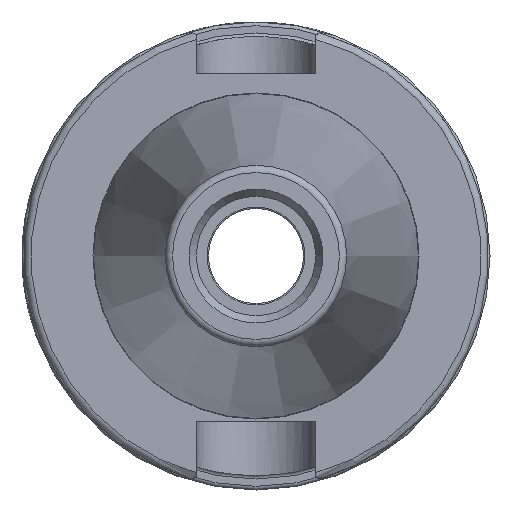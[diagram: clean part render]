
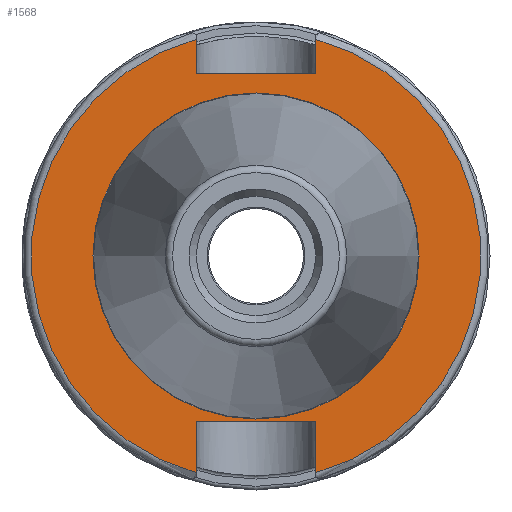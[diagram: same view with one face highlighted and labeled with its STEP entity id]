
A CAD part, left-side view. The second image highlights one B-rep face of the part: STEP entity #1568.
In plain terms, the highlighted planar face has unit normal (-1, 0, 0).
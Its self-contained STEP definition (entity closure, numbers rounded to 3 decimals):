
#72=FACE_BOUND('',#314,.T.);
#85=PLANE('',#1770);
#206=FACE_OUTER_BOUND('',#313,.T.);
#313=EDGE_LOOP('',(#1194,#1195,#1196,#1197,#1198,#1199,#1200,#1201));
#314=EDGE_LOOP('',(#1202));
#408=LINE('',#2741,#509);
#409=LINE('',#2745,#510);
#410=LINE('',#2747,#511);
#411=LINE('',#2749,#512);
#412=LINE('',#2753,#513);
#413=LINE('',#2754,#514);
#509=VECTOR('',#2062,10.);
#510=VECTOR('',#2065,10.);
#511=VECTOR('',#2066,10.);
#512=VECTOR('',#2067,10.);
#513=VECTOR('',#2070,10.);
#514=VECTOR('',#2071,10.);
#622=CIRCLE('',#1768,22.3);
#624=CIRCLE('',#1771,30.75);
#625=CIRCLE('',#1772,30.75);
#724=VERTEX_POINT('',#2734);
#725=VERTEX_POINT('',#2739);
#726=VERTEX_POINT('',#2740);
#727=VERTEX_POINT('',#2742);
#728=VERTEX_POINT('',#2744);
#729=VERTEX_POINT('',#2746);
#730=VERTEX_POINT('',#2748);
#731=VERTEX_POINT('',#2750);
#732=VERTEX_POINT('',#2752);
#900=EDGE_CURVE('',#724,#724,#622,.T.);
#902=EDGE_CURVE('',#725,#726,#408,.T.);
#903=EDGE_CURVE('',#727,#726,#624,.T.);
#904=EDGE_CURVE('',#727,#728,#409,.T.);
#905=EDGE_CURVE('',#728,#729,#410,.T.);
#906=EDGE_CURVE('',#729,#730,#411,.T.);
#907=EDGE_CURVE('',#731,#730,#625,.T.);
#908=EDGE_CURVE('',#731,#732,#412,.T.);
#909=EDGE_CURVE('',#732,#725,#413,.T.);
#1194=ORIENTED_EDGE('',*,*,#902,.T.);
#1195=ORIENTED_EDGE('',*,*,#903,.F.);
#1196=ORIENTED_EDGE('',*,*,#904,.T.);
#1197=ORIENTED_EDGE('',*,*,#905,.T.);
#1198=ORIENTED_EDGE('',*,*,#906,.T.);
#1199=ORIENTED_EDGE('',*,*,#907,.F.);
#1200=ORIENTED_EDGE('',*,*,#908,.T.);
#1201=ORIENTED_EDGE('',*,*,#909,.T.);
#1202=ORIENTED_EDGE('',*,*,#900,.F.);
#1568=ADVANCED_FACE('',(#206,#72),#85,.T.);
#1768=AXIS2_PLACEMENT_3D('',#2736,#2056,#2057);
#1770=AXIS2_PLACEMENT_3D('',#2738,#2060,#2061);
#1771=AXIS2_PLACEMENT_3D('',#2743,#2063,#2064);
#1772=AXIS2_PLACEMENT_3D('',#2751,#2068,#2069);
#2056=DIRECTION('center_axis',(-1.,0.,0.));
#2057=DIRECTION('ref_axis',(0.,-1.,0.));
#2060=DIRECTION('center_axis',(-1.,0.,0.));
#2061=DIRECTION('ref_axis',(0.,0.,1.));
#2062=DIRECTION('',(0.,0.,-1.));
#2063=DIRECTION('center_axis',(1.,0.,0.));
#2064=DIRECTION('ref_axis',(0.,-1.,0.));
#2065=DIRECTION('',(0.,0.,-1.));
#2066=DIRECTION('',(0.,1.,0.));
#2067=DIRECTION('',(0.,0.,1.));
#2068=DIRECTION('center_axis',(1.,0.,0.));
#2069=DIRECTION('ref_axis',(0.,1.,0.));
#2070=DIRECTION('',(0.,0.,1.));
#2071=DIRECTION('',(0.,-1.,0.));
#2734=CARTESIAN_POINT('',(3.175,0.,22.3));
#2736=CARTESIAN_POINT('Origin',(3.175,0.,0.));
#2738=CARTESIAN_POINT('Origin',(3.175,31.75,0.));
#2739=CARTESIAN_POINT('',(3.175,-8.19,-22.6));
#2740=CARTESIAN_POINT('',(3.175,-8.19,-29.639));
#2741=CARTESIAN_POINT('',(3.175,-8.19,-11.3));
#2742=CARTESIAN_POINT('',(3.175,-8.19,29.639));
#2743=CARTESIAN_POINT('Origin',(3.175,0.,0.));
#2744=CARTESIAN_POINT('',(3.175,-8.19,25.));
#2745=CARTESIAN_POINT('',(3.175,-8.19,12.5));
#2746=CARTESIAN_POINT('',(3.175,8.19,25.));
#2747=CARTESIAN_POINT('',(3.175,15.875,25.));
#2748=CARTESIAN_POINT('',(3.175,8.19,29.639));
#2749=CARTESIAN_POINT('',(3.175,8.19,12.5));
#2750=CARTESIAN_POINT('',(3.175,8.19,-29.639));
#2751=CARTESIAN_POINT('Origin',(3.175,0.,0.));
#2752=CARTESIAN_POINT('',(3.175,8.19,-22.6));
#2753=CARTESIAN_POINT('',(3.175,8.19,-11.3));
#2754=CARTESIAN_POINT('',(3.175,15.875,-22.6));
